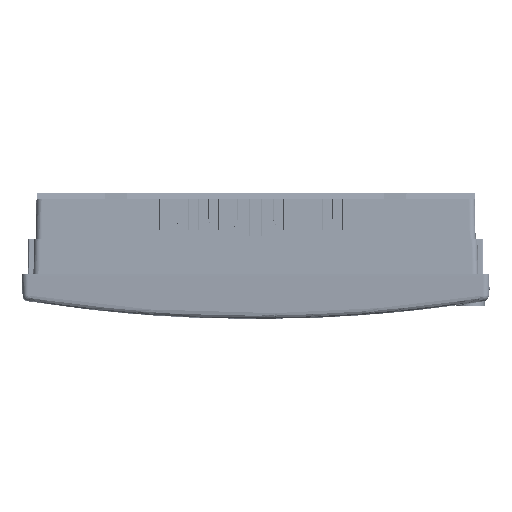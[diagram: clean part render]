
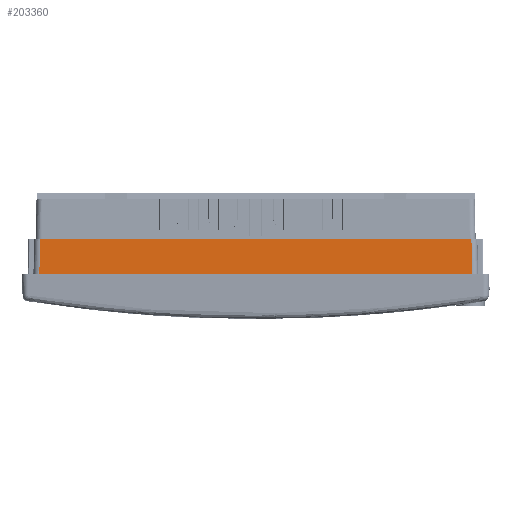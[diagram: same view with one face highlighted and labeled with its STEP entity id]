
A CAD part, front view. The second image highlights one B-rep face of the part: STEP entity #203360.
In plain terms, the highlighted face is planar.
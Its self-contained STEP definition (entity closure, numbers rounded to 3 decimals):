
#186034=CARTESIAN_POINT('',(180.988,38.8,-167.292));
#186039=DIRECTION('',(-1.,0.,0.));
#186040=VECTOR('',#186039,361.976);
#186041=CARTESIAN_POINT('',(180.988,38.8,
-167.292));
#186042=LINE('',#186041,#186040);
#186437=DIRECTION('',(1.,0.,0.));
#186438=VECTOR('',#186437,362.981);
#186439=CARTESIAN_POINT('',(-181.491,67.6,
-167.795));
#186440=LINE('',#186439,#186438);
#187843=DIRECTION('',(0.017,1.,-0.017));
#187844=VECTOR('',#187843,28.809);
#187845=CARTESIAN_POINT('',(180.988,38.8,
-167.292));
#187846=LINE('',#187845,#187844);
#187850=DIRECTION('',(0.017,-1.,0.017));
#187851=VECTOR('',#187850,28.809);
#187852=CARTESIAN_POINT('',(-181.491,67.6,
-167.795));
#187853=LINE('',#187852,#187851);
#187857=CARTESIAN_POINT('',(-181.491,67.6,-167.795));
#195637=VERTEX_POINT('',#186034);
#195638=CARTESIAN_POINT('',(-180.988,38.8,
-167.292));
#195639=VERTEX_POINT('',#195638);
#195805=VERTEX_POINT('',#187857);
#195806=CARTESIAN_POINT('',(181.491,67.6,
-167.795));
#195807=VERTEX_POINT('',#195806);
#203348=CARTESIAN_POINT('',(0.,67.6,-167.795));
#203349=DIRECTION('',(0.,-0.017,-1.));
#203350=DIRECTION('',(0.,-1.,0.017));
#203351=AXIS2_PLACEMENT_3D('',#203348,#203349,#203350);
#203352=PLANE('',#203351);
#203353=ORIENTED_EDGE('',*,*,#201556,.F.);
#203354=ORIENTED_EDGE('',*,*,#203334,.T.);
#203355=ORIENTED_EDGE('',*,*,#201804,.F.);
#203357=ORIENTED_EDGE('',*,*,#203356,.T.);
#203358=EDGE_LOOP('',(#203353,#203354,#203355,#203357));
#203359=FACE_OUTER_BOUND('',#203358,.F.);
#201556=EDGE_CURVE('',#195637,#195639,#186042,.T.);
#201804=EDGE_CURVE('',#195805,#195807,#186440,.T.);
#203334=EDGE_CURVE('',#195637,#195807,#187846,.T.);
#203356=EDGE_CURVE('',#195805,#195639,#187853,.T.);
#203360=ADVANCED_FACE('',(#203359),#203352,.T.);
